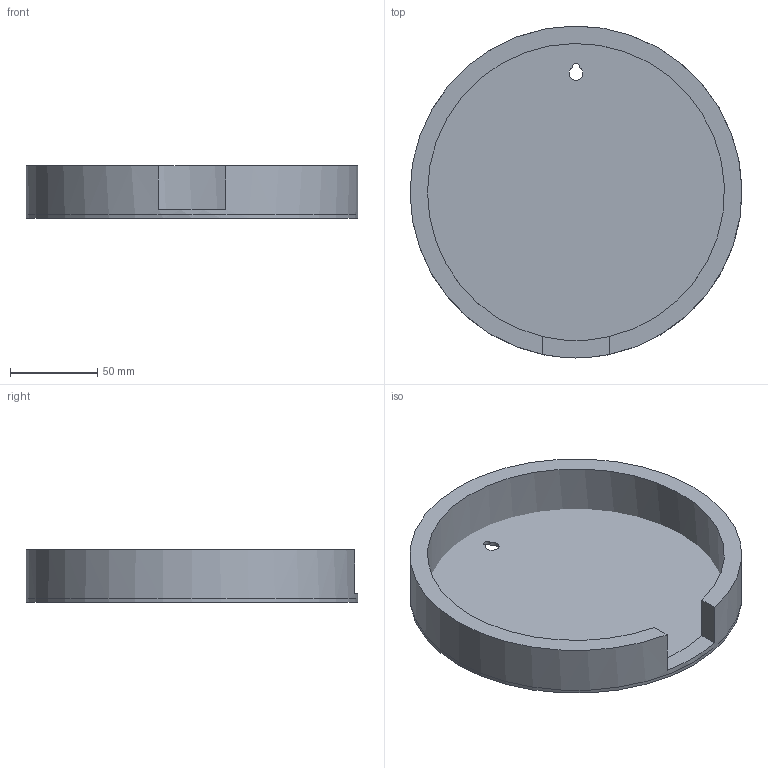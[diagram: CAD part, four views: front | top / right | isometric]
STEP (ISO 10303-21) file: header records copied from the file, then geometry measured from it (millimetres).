
FILE_DESCRIPTION(/* description */ ('','CAx-IF Rec.Pracs.---Representation and Presentation of Product Manufacturing Information (PMI)---4.0---2014-10-13'),/* implementation_level */ '2;1');
FILE_NAME(/* name */ 'barigo-back-cover-split.step',/* time_stamp */ '2025-01-10T12:19:54+01:00',/* author */ (''),/* organization */ (''),/* preprocessor_version */ 'ST-DEVELOPER v20',/* originating_system */ 'Autodesk Translation Framework v13.20.0.188',/* authorisation */ '');
FILE_SCHEMA (('AP242_MANAGED_MODEL_BASED_3D_ENGINEERING_MIM_LF { 1 0 10303 442 1 1 4 }'));
Products named in the file (1): barigo-back-cover
Bounding box: 190 x 190 x 30 mm (x, y, z)
Volume: 215955.7 mm3; surface area: 102895.4 mm2
Topology: 2 solids, 2 shells, 1752 faces, 4860 edges, 3240 vertices
Faces by surface type: plane 955, bspline 792, cylinder 5
Full cylindrical faces by diameter (mm): 170 x1, 190 x2
Entity records: 62762 total; most frequent: CARTESIAN_POINT 23325, ORIENTED_EDGE 9720, DIRECTION 5210, EDGE_CURVE 4860, LINE 3260, VECTOR 3260, VERTEX_POINT 3240, EDGE_LOOP 1884
